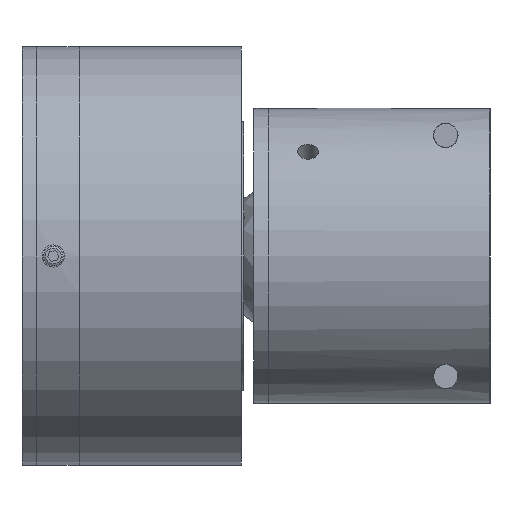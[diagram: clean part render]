
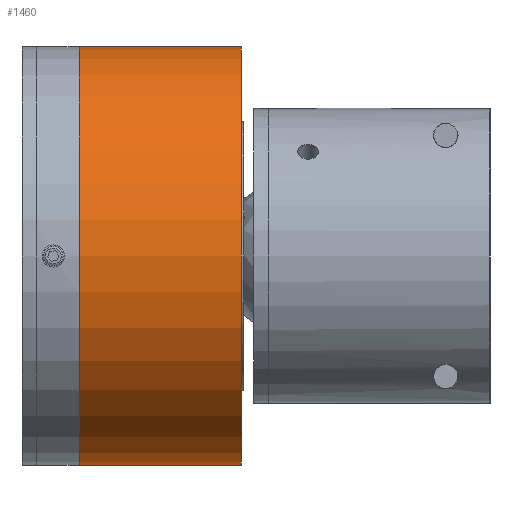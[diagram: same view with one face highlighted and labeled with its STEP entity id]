
A CAD part, front view. The second image highlights one B-rep face of the part: STEP entity #1460.
In plain terms, the highlighted cylindrical face has radius 42.5 mm (diameter 85 mm), a full revolution.
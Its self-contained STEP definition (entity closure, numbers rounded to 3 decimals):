
#121 = EDGE_CURVE ( 'NONE', #11964, #9380, #10075, .T. ) ;
#159 = DIRECTION ( 'NONE',  ( -1., 0., 0. ) ) ;
#287 = ORIENTED_EDGE ( 'NONE', *, *, #17671, .T. ) ;
#495 = DIRECTION ( 'NONE',  ( 1., 0., 0. ) ) ;
#1460 = ADVANCED_FACE ( 'NONE', ( #18789, #13157, #13057 ), #5667, .T. ) ;
#2000 = ORIENTED_EDGE ( 'NONE', *, *, #12748, .T. ) ;
#2068 = DIRECTION ( 'NONE',  ( -1., 0., 0. ) ) ;
#2650 = CIRCLE ( 'NONE', #16418, 42.5 ) ;
#3367 = ORIENTED_EDGE ( 'NONE', *, *, #121, .T. ) ;
#4653 = CARTESIAN_POINT ( 'NONE',  ( 12.5, 0., 0. ) ) ;
#4855 = CARTESIAN_POINT ( 'NONE',  ( 32.5, 41.5, 9.165 ) ) ;
#5359 = CIRCLE ( 'NONE', #6887, 42.5 ) ;
#5447 = VERTEX_POINT ( 'NONE', #8149 ) ;
#5667 = CYLINDRICAL_SURFACE ( 'NONE', #12285, 42.5 ) ;
#6248 = AXIS2_PLACEMENT_3D ( 'NONE', #17941, #12303, #7596 ) ;
#6307 = EDGE_LOOP ( 'NONE', ( #15407 ) ) ;
#6645 = LINE ( 'NONE', #16625, #9129 ) ;
#6672 = VERTEX_POINT ( 'NONE', #4855 ) ;
#6749 = EDGE_CURVE ( 'NONE', #5447, #5447, #2650, .T. ) ;
#6840 = ORIENTED_EDGE ( 'NONE', *, *, #6749, .F. ) ;
#6887 = AXIS2_PLACEMENT_3D ( 'NONE', #15064, #495, #13438 ) ;
#6926 = LINE ( 'NONE', #10008, #9911 ) ;
#7303 = VERTEX_POINT ( 'NONE', #9803 ) ;
#7596 = DIRECTION ( 'NONE',  ( 0., 0., 1. ) ) ;
#8024 = DIRECTION ( 'NONE',  ( -1., 0., 0. ) ) ;
#8149 = CARTESIAN_POINT ( 'NONE',  ( 8.5, 0., 42.5 ) ) ;
#8641 = CARTESIAN_POINT ( 'NONE',  ( 8.5, 0., 0. ) ) ;
#9129 = VECTOR ( 'NONE', #2068, 1000. ) ;
#9380 = VERTEX_POINT ( 'NONE', #16645 ) ;
#9506 = CARTESIAN_POINT ( 'NONE',  ( 12.5, 41.5, 9.165 ) ) ;
#9803 = CARTESIAN_POINT ( 'NONE',  ( 32.5, 41.5, -9.165 ) ) ;
#9911 = VECTOR ( 'NONE', #18701, 1000. ) ;
#10008 = CARTESIAN_POINT ( 'NONE',  ( 8.5, 41.5, -9.165 ) ) ;
#10075 = CIRCLE ( 'NONE', #14935, 42.5 ) ;
#10316 = DIRECTION ( 'NONE',  ( 0., -1., 0. ) ) ;
#10515 = VERTEX_POINT ( 'NONE', #16355 ) ;
#10863 = CIRCLE ( 'NONE', #6248, 42.5 ) ;
#11521 = DIRECTION ( 'NONE',  ( 0., 0., 1. ) ) ;
#11850 = EDGE_LOOP ( 'NONE', ( #6840 ) ) ;
#11964 = VERTEX_POINT ( 'NONE', #9506 ) ;
#12285 = AXIS2_PLACEMENT_3D ( 'NONE', #8641, #14591, #11521 ) ;
#12303 = DIRECTION ( 'NONE',  ( -1., 0., 0. ) ) ;
#12340 = CARTESIAN_POINT ( 'NONE',  ( 8.5, 0., 0. ) ) ;
#12389 = EDGE_LOOP ( 'NONE', ( #16835, #287, #3367, #2000 ) ) ;
#12748 = EDGE_CURVE ( 'NONE', #9380, #7303, #6926, .T. ) ;
#13057 = FACE_OUTER_BOUND ( 'NONE', #6307, .T. ) ;
#13157 = FACE_OUTER_BOUND ( 'NONE', #11850, .T. ) ;
#13438 = DIRECTION ( 'NONE',  ( 0., 0., -1. ) ) ;
#14591 = DIRECTION ( 'NONE',  ( -1., 0., 0. ) ) ;
#14662 = EDGE_CURVE ( 'NONE', #10515, #10515, #10863, .T. ) ;
#14935 = AXIS2_PLACEMENT_3D ( 'NONE', #4653, #159, #10316 ) ;
#15064 = CARTESIAN_POINT ( 'NONE',  ( 32.5, 0., 0. ) ) ;
#15111 = EDGE_CURVE ( 'NONE', #7303, #6672, #5359, .T. ) ;
#15407 = ORIENTED_EDGE ( 'NONE', *, *, #14662, .T. ) ;
#16355 = CARTESIAN_POINT ( 'NONE',  ( 41.5, 0., 42.5 ) ) ;
#16418 = AXIS2_PLACEMENT_3D ( 'NONE', #12340, #8024, #18077 ) ;
#16625 = CARTESIAN_POINT ( 'NONE',  ( 8.5, 41.5, 9.165 ) ) ;
#16645 = CARTESIAN_POINT ( 'NONE',  ( 12.5, 41.5, -9.165 ) ) ;
#16835 = ORIENTED_EDGE ( 'NONE', *, *, #15111, .T. ) ;
#17671 = EDGE_CURVE ( 'NONE', #6672, #11964, #6645, .T. ) ;
#17941 = CARTESIAN_POINT ( 'NONE',  ( 41.5, 0., 0. ) ) ;
#18077 = DIRECTION ( 'NONE',  ( 0., 0., 1. ) ) ;
#18701 = DIRECTION ( 'NONE',  ( 1., 0., 0. ) ) ;
#18789 = FACE_BOUND ( 'NONE', #12389, .T. ) ;
